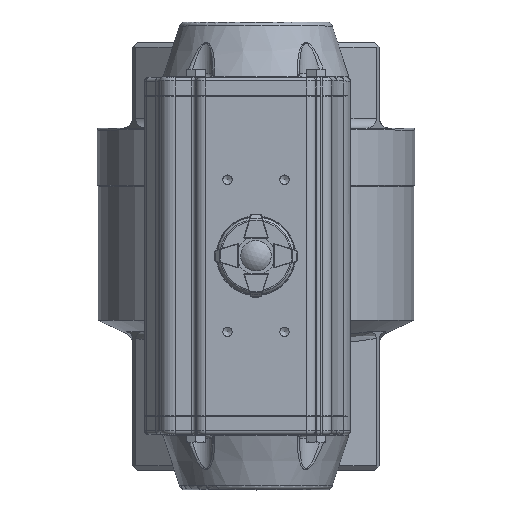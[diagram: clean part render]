
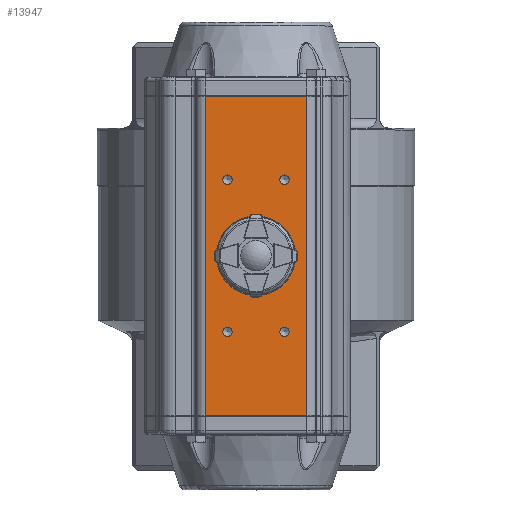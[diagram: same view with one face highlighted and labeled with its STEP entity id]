
A CAD part, top view. The second image highlights one B-rep face of the part: STEP entity #13947.
In plain terms, the highlighted face is planar.
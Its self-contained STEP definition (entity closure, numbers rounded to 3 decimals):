
#652=PLANE('',#15423);
#1357=CIRCLE('',#14776,2.5);
#1359=CIRCLE('',#14780,2.5);
#1361=CIRCLE('',#14784,2.5);
#1363=CIRCLE('',#14788,2.5);
#1383=CIRCLE('',#14826,17.3);
#5088=ORIENTED_EDGE('',*,*,#7122,.F.);
#5089=ORIENTED_EDGE('',*,*,#7175,.T.);
#5090=ORIENTED_EDGE('',*,*,#7124,.T.);
#5091=ORIENTED_EDGE('',*,*,#7176,.T.);
#5092=ORIENTED_EDGE('',*,*,#6357,.F.);
#5093=ORIENTED_EDGE('',*,*,#6355,.F.);
#5094=ORIENTED_EDGE('',*,*,#6353,.F.);
#5095=ORIENTED_EDGE('',*,*,#6351,.F.);
#5096=ORIENTED_EDGE('',*,*,#6377,.T.);
#6351=EDGE_CURVE('',#7893,#7893,#1357,.T.);
#6353=EDGE_CURVE('',#7896,#7896,#1359,.T.);
#6355=EDGE_CURVE('',#7899,#7899,#1361,.T.);
#6357=EDGE_CURVE('',#7902,#7902,#1363,.T.);
#6377=EDGE_CURVE('',#7930,#7930,#1383,.T.);
#7122=EDGE_CURVE('',#8416,#8417,#9135,.T.);
#7124=EDGE_CURVE('',#8418,#8419,#9136,.T.);
#7175=EDGE_CURVE('',#8416,#8418,#9185,.T.);
#7176=EDGE_CURVE('',#8419,#8417,#9186,.T.);
#7893=VERTEX_POINT('',#23695);
#7896=VERTEX_POINT('',#23702);
#7899=VERTEX_POINT('',#23709);
#7902=VERTEX_POINT('',#23716);
#7930=VERTEX_POINT('',#23782);
#8416=VERTEX_POINT('',#30017);
#8417=VERTEX_POINT('',#30019);
#8418=VERTEX_POINT('',#30023);
#8419=VERTEX_POINT('',#30024);
#9135=LINE('',#30018,#9926);
#9136=LINE('',#30022,#9927);
#9185=LINE('',#30127,#9976);
#9186=LINE('',#30128,#9977);
#9926=VECTOR('',#18859,1000.);
#9927=VECTOR('',#18864,1000.);
#9976=VECTOR('',#18957,1000.);
#9977=VECTOR('',#18958,1000.);
#10937=EDGE_LOOP('',(#5088,#5089,#5090,#5091));
#10938=EDGE_LOOP('',(#5092));
#10939=EDGE_LOOP('',(#5093));
#10940=EDGE_LOOP('',(#5094));
#10941=EDGE_LOOP('',(#5095));
#10942=EDGE_LOOP('',(#5096));
#11934=FACE_BOUND('',#10937,.T.);
#11935=FACE_BOUND('',#10938,.T.);
#11936=FACE_BOUND('',#10939,.T.);
#11937=FACE_BOUND('',#10940,.T.);
#11938=FACE_BOUND('',#10941,.T.);
#11939=FACE_BOUND('',#10942,.T.);
#13947=ADVANCED_FACE('',(#11934,#11935,#11936,#11937,#11938,#11939),#652,
 .F.);
#14776=AXIS2_PLACEMENT_3D('',#23694,#17359,#17360);
#14780=AXIS2_PLACEMENT_3D('',#23701,#17367,#17368);
#14784=AXIS2_PLACEMENT_3D('',#23708,#17375,#17376);
#14788=AXIS2_PLACEMENT_3D('',#23715,#17383,#17384);
#14826=AXIS2_PLACEMENT_3D('',#23781,#17459,#17460);
#15423=AXIS2_PLACEMENT_3D('',#30126,#18955,#18956);
#17359=DIRECTION('',(0.,1.,0.));
#17360=DIRECTION('',(0.,0.,1.));
#17367=DIRECTION('',(0.,1.,0.));
#17368=DIRECTION('',(0.,0.,1.));
#17375=DIRECTION('',(0.,1.,0.));
#17376=DIRECTION('',(0.,0.,1.));
#17383=DIRECTION('',(0.,1.,0.));
#17384=DIRECTION('',(0.,0.,1.));
#17459=DIRECTION('',(0.,-1.,0.));
#17460=DIRECTION('',(-1.,0.,0.));
#18859=DIRECTION('',(0.,0.,-1.));
#18864=DIRECTION('',(0.,0.,-1.));
#18955=DIRECTION('',(0.,-1.,0.));
#18956=DIRECTION('',(-1.,0.,0.));
#18957=DIRECTION('',(1.,0.,0.));
#18958=DIRECTION('',(-1.,0.,0.));
#23694=CARTESIAN_POINT('',(15.,58.,40.));
#23695=CARTESIAN_POINT('',(15.,58.,42.5));
#23701=CARTESIAN_POINT('',(-15.,58.,40.));
#23702=CARTESIAN_POINT('',(-15.,58.,42.5));
#23708=CARTESIAN_POINT('',(15.,58.,-40.));
#23709=CARTESIAN_POINT('',(15.,58.,-37.5));
#23715=CARTESIAN_POINT('',(-15.,58.,-40.));
#23716=CARTESIAN_POINT('',(-15.,58.,-37.5));
#23781=CARTESIAN_POINT('',(0.,58.,0.));
#23782=CARTESIAN_POINT('',(-17.3,58.,0.));
#30017=CARTESIAN_POINT('',(-26.566,58.,84.));
#30018=CARTESIAN_POINT('',(-26.566,58.,84.5));
#30019=CARTESIAN_POINT('',(-26.566,58.,-84.));
#30022=CARTESIAN_POINT('',(26.566,58.,84.5));
#30023=CARTESIAN_POINT('',(26.566,58.,84.));
#30024=CARTESIAN_POINT('',(26.566,58.,-84.));
#30126=CARTESIAN_POINT('',(26.566,58.,84.5));
#30127=CARTESIAN_POINT('',(26.566,58.,84.));
#30128=CARTESIAN_POINT('',(26.566,58.,-84.));
